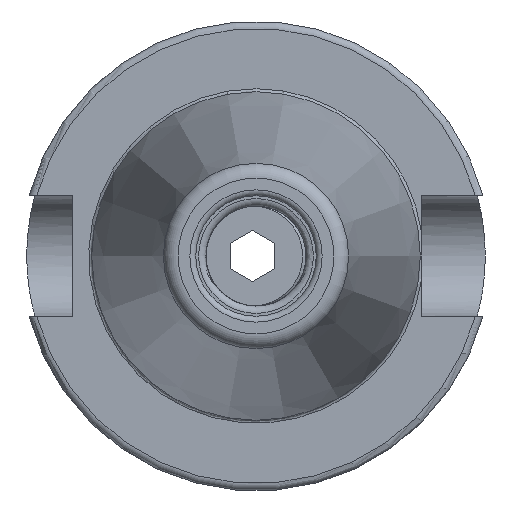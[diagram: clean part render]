
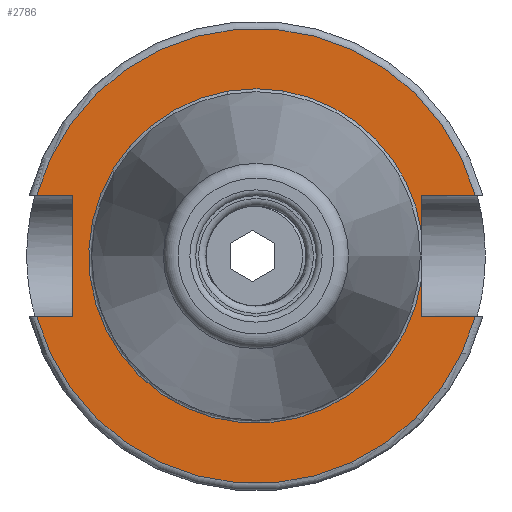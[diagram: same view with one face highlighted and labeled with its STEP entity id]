
A CAD part, left-side view. The second image highlights one B-rep face of the part: STEP entity #2786.
In plain terms, the highlighted planar face has unit normal (-1, 0, 0).
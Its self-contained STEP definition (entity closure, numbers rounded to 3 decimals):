
#110=PLANE('',#3044);
#261=FACE_OUTER_BOUND('',#435,.T.);
#435=EDGE_LOOP('',(#2495,#2496,#2497,#2498,#2499,#2500,#2501,#2502,#2503,
#2504,#2505));
#482=CIRCLE('',#2951,22.625);
#483=CIRCLE('',#2952,22.625);
#485=CIRCLE('',#2955,30.775);
#533=CIRCLE('',#3045,30.775);
#824=LINE('',#11479,#960);
#831=LINE('',#11579,#967);
#834=LINE('',#11583,#970);
#836=LINE('',#11588,#972);
#837=LINE('',#11601,#973);
#839=LINE('',#11605,#975);
#844=LINE('',#11663,#980);
#960=VECTOR('',#3430,10.);
#967=VECTOR('',#3439,10.);
#970=VECTOR('',#3444,10.);
#972=VECTOR('',#3448,10.);
#973=VECTOR('',#3449,10.);
#975=VECTOR('',#3453,10.);
#980=VECTOR('',#3460,10.);
#1196=VERTEX_POINT('',#11476);
#1197=VERTEX_POINT('',#11478);
#1214=VERTEX_POINT('',#11567);
#1215=VERTEX_POINT('',#11578);
#1216=VERTEX_POINT('',#11585);
#1217=VERTEX_POINT('',#11587);
#1218=VERTEX_POINT('',#11589);
#1219=VERTEX_POINT('',#11600);
#1220=VERTEX_POINT('',#11604);
#1230=VERTEX_POINT('',#11662);
#1242=VERTEX_POINT('',#11723);
#1566=EDGE_CURVE('',#1197,#1196,#824,.T.);
#1584=EDGE_CURVE('',#1215,#1214,#831,.T.);
#1587=EDGE_CURVE('',#1196,#1215,#834,.T.);
#1589=EDGE_CURVE('',#1217,#1216,#836,.T.);
#1591=EDGE_CURVE('',#1219,#1218,#837,.T.);
#1593=EDGE_CURVE('',#1216,#1220,#839,.T.);
#1604=EDGE_CURVE('',#1230,#1219,#844,.T.);
#1617=EDGE_CURVE('',#1218,#1242,#482,.T.);
#1618=EDGE_CURVE('',#1242,#1217,#483,.T.);
#1620=EDGE_CURVE('',#1197,#1220,#485,.T.);
#1687=EDGE_CURVE('',#1230,#1214,#533,.T.);
#2495=ORIENTED_EDGE('',*,*,#1584,.T.);
#2496=ORIENTED_EDGE('',*,*,#1687,.F.);
#2497=ORIENTED_EDGE('',*,*,#1604,.T.);
#2498=ORIENTED_EDGE('',*,*,#1591,.T.);
#2499=ORIENTED_EDGE('',*,*,#1617,.T.);
#2500=ORIENTED_EDGE('',*,*,#1618,.T.);
#2501=ORIENTED_EDGE('',*,*,#1589,.T.);
#2502=ORIENTED_EDGE('',*,*,#1593,.T.);
#2503=ORIENTED_EDGE('',*,*,#1620,.F.);
#2504=ORIENTED_EDGE('',*,*,#1566,.T.);
#2505=ORIENTED_EDGE('',*,*,#1587,.T.);
#2786=ADVANCED_FACE('',(#261),#110,.T.);
#2951=AXIS2_PLACEMENT_3D('',#11725,#3471,#3472);
#2952=AXIS2_PLACEMENT_3D('',#11726,#3473,#3474);
#2955=AXIS2_PLACEMENT_3D('',#11729,#3479,#3480);
#3044=AXIS2_PLACEMENT_3D('',#13439,#3668,#3669);
#3045=AXIS2_PLACEMENT_3D('',#13440,#3670,#3671);
#3430=DIRECTION('',(0.,-1.,0.));
#3439=DIRECTION('',(0.,1.,0.));
#3444=DIRECTION('',(0.,0.,-1.));
#3448=DIRECTION('',(0.,0.,1.));
#3449=DIRECTION('',(0.,0.,1.));
#3453=DIRECTION('',(0.,-1.,0.));
#3460=DIRECTION('',(0.,1.,0.));
#3471=DIRECTION('center_axis',(1.,0.,0.));
#3472=DIRECTION('ref_axis',(0.,0.,-1.));
#3473=DIRECTION('center_axis',(1.,0.,0.));
#3474=DIRECTION('ref_axis',(0.,0.,-1.));
#3479=DIRECTION('center_axis',(1.,0.,0.));
#3480=DIRECTION('ref_axis',(0.,0.,-1.));
#3668=DIRECTION('center_axis',(-1.,0.,0.));
#3669=DIRECTION('ref_axis',(0.,0.,1.));
#3670=DIRECTION('center_axis',(1.,0.,0.));
#3671=DIRECTION('ref_axis',(0.,0.,-1.));
#11476=CARTESIAN_POINT('',(3.18,24.8,8.19));
#11478=CARTESIAN_POINT('',(3.18,29.665,8.19));
#11479=CARTESIAN_POINT('',(3.18,27.788,8.19));
#11567=CARTESIAN_POINT('',(3.18,29.665,-8.19));
#11578=CARTESIAN_POINT('',(3.18,24.8,-8.19));
#11579=CARTESIAN_POINT('',(3.18,40.288,-8.19));
#11583=CARTESIAN_POINT('',(3.18,24.8,-4.095));
#11585=CARTESIAN_POINT('',(3.18,-22.41,8.19));
#11587=CARTESIAN_POINT('',(3.18,-22.41,3.112));
#11588=CARTESIAN_POINT('',(3.18,-22.41,4.095));
#11589=CARTESIAN_POINT('',(3.18,-22.41,-3.112));
#11600=CARTESIAN_POINT('',(3.18,-22.41,-8.19));
#11601=CARTESIAN_POINT('',(3.18,-22.41,4.095));
#11604=CARTESIAN_POINT('',(3.18,-29.665,8.19));
#11605=CARTESIAN_POINT('',(3.18,-8.318,8.19));
#11662=CARTESIAN_POINT('',(3.18,-29.665,-8.19));
#11663=CARTESIAN_POINT('',(3.18,4.183,-8.19));
#11723=CARTESIAN_POINT('',(3.18,0.,22.625));
#11725=CARTESIAN_POINT('Origin',(3.18,0.,0.));
#11726=CARTESIAN_POINT('Origin',(3.18,0.,0.));
#11729=CARTESIAN_POINT('Origin',(3.18,0.,0.));
#13439=CARTESIAN_POINT('Origin',(3.18,30.775,0.));
#13440=CARTESIAN_POINT('Origin',(3.18,0.,0.));
